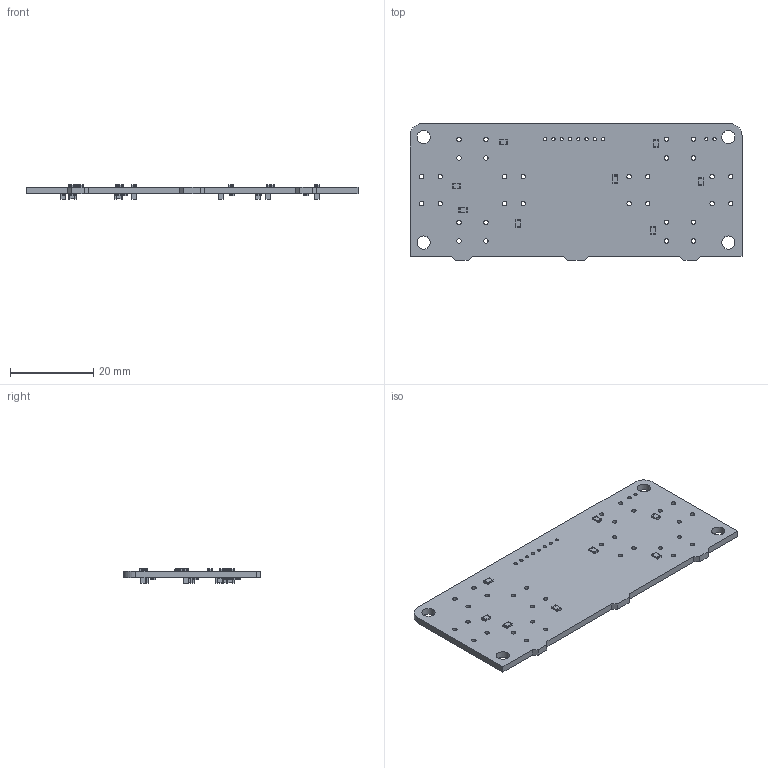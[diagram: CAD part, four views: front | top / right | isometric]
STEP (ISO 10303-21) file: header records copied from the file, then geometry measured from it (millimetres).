
FILE_DESCRIPTION(('KiCad electronic assembly'),'2;1');
FILE_NAME('button_board.step','2024-08-19T13:40:57',('Pcbnew'),('Kicad') ,'Open CASCADE STEP processor 7.8','KiCad to STEP converter','Unknown' );
FILE_SCHEMA(('AUTOMOTIVE_DESIGN { 1 0 10303 214 1 1 1 1 }'));
Length unit declared in the file: millimetre
Products named in the file (6): button_board 1; R_0805_2012Metric; C_0805_2012Metric; button_board_PCB
Assembly tree (27 placements, depth 3):
  button_board 1
    R_0805_2012Metric  x16
      R_0805_2012Metric
    C_0805_2012Metric  x8
      C_0805_2012Metric
    button_board_PCB
Bounding box: 80 x 33 x 3.4 mm (x, y, z)
Volume: 4045.9 mm3; surface area: 5867 mm2
Topology: 25 solids, 25 shells, 706 faces, 1856 edges, 1216 vertices
Faces by surface type: plane 434, cylinder 272
Full cylindrical faces by diameter (mm): 0.8 x10, 1.05 x32, 3.2 x4
Entity records: 4729 total; most frequent: DIRECTION 764, CARTESIAN_POINT 700, ORIENTED_EDGE 664, EDGE_CURVE 332, AXIS2_PLACEMENT_3D 284, VERTEX_POINT 220, FACE_BOUND 214, EDGE_LOOP 214
